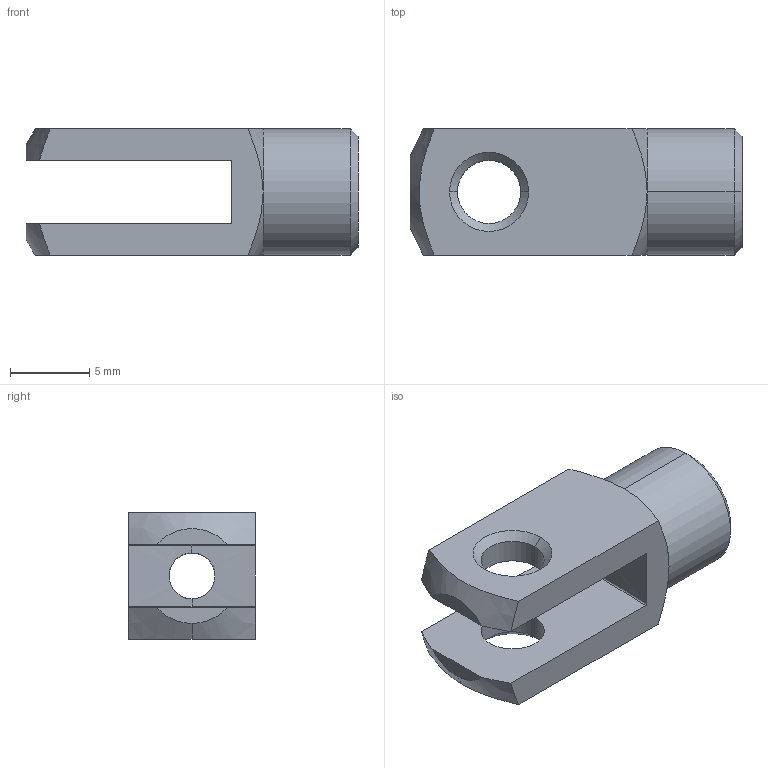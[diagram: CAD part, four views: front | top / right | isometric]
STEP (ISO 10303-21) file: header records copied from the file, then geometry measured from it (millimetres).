
FILE_DESCRIPTION (( 'STEP AP214' ), '1' );
FILE_NAME ('11.G48P.STEP', '2017-10-30T08:13:50', ( '' ), ( '' ), 'SwSTEP 2.0', 'SolidWorks 2016', '' );
FILE_SCHEMA (( 'AUTOMOTIVE_DESIGN' ));
Length unit declared in the file: millimetre
Products named in the file (1): 11.G48P
Bounding box: 21 x 8 x 8 mm (x, y, z)
Volume: 715 mm3; surface area: 874.4 mm2
Topology: 1 solids, 1 shells, 37 faces, 91 edges, 55 vertices
Faces by surface type: cone 15, cylinder 10, plane 9, torus 3
Entity records: 1281 total; most frequent: CARTESIAN_POINT 385, ORIENTED_EDGE 182, DIRECTION 177, EDGE_CURVE 91, AXIS2_PLACEMENT_3D 73, VERTEX_POINT 55, EDGE_LOOP 42, FACE_OUTER_BOUND 37
